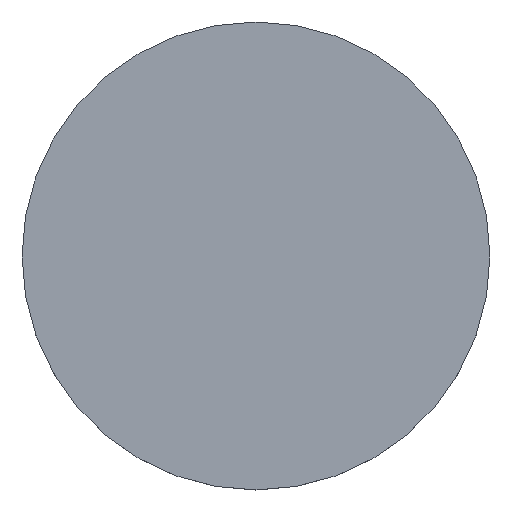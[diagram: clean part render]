
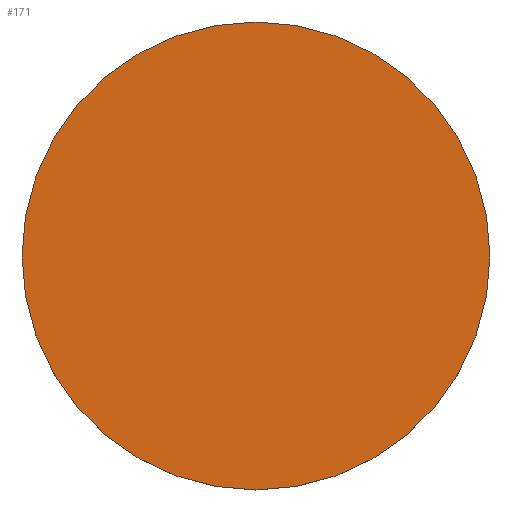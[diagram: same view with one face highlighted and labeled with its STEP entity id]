
A CAD part, top view. The second image highlights one B-rep face of the part: STEP entity #171.
In plain terms, the highlighted planar face has unit normal (0, 0, 1).
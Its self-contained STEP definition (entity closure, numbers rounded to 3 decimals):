
#8 = EDGE_LOOP ( 'NONE', ( #108, #104 ) ) ;
#11 = CARTESIAN_POINT ( 'NONE',  ( 0., 0., 0.25 ) ) ;
#15 = AXIS2_PLACEMENT_3D ( 'NONE', #149, #113, #70 ) ;
#26 = VERTEX_POINT ( 'NONE', #31 ) ;
#31 = CARTESIAN_POINT ( 'NONE',  ( -4., 0., 0.25 ) ) ;
#37 = CIRCLE ( 'NONE', #46, 4. ) ;
#42 = DIRECTION ( 'NONE',  ( 1., 0., 0. ) ) ;
#45 = CARTESIAN_POINT ( 'NONE',  ( 0., 0., 0.25 ) ) ;
#46 = AXIS2_PLACEMENT_3D ( 'NONE', #11, #166, #110 ) ;
#58 = CARTESIAN_POINT ( 'NONE',  ( 4., 0., 0.25 ) ) ;
#64 = AXIS2_PLACEMENT_3D ( 'NONE', #45, #94, #42 ) ;
#70 = DIRECTION ( 'NONE',  ( 1., 0., 0. ) ) ;
#73 = FACE_OUTER_BOUND ( 'NONE', #8, .T. ) ;
#84 = PLANE ( 'NONE',  #15 ) ;
#94 = DIRECTION ( 'NONE',  ( 0., 0., 1. ) ) ;
#104 = ORIENTED_EDGE ( 'NONE', *, *, #107, .T. ) ;
#107 = EDGE_CURVE ( 'NONE', #121, #26, #37, .T. ) ;
#108 = ORIENTED_EDGE ( 'NONE', *, *, #109, .T. ) ;
#109 = EDGE_CURVE ( 'NONE', #26, #121, #165, .T. ) ;
#110 = DIRECTION ( 'NONE',  ( 1., 0., 0. ) ) ;
#113 = DIRECTION ( 'NONE',  ( 0., 0., 1. ) ) ;
#121 = VERTEX_POINT ( 'NONE', #58 ) ;
#149 = CARTESIAN_POINT ( 'NONE',  ( 0., 0., 0.25 ) ) ;
#165 = CIRCLE ( 'NONE', #64, 4. ) ;
#166 = DIRECTION ( 'NONE',  ( 0., 0., 1. ) ) ;
#171 = ADVANCED_FACE ( 'NONE', ( #73 ), #84, .T. ) ;
